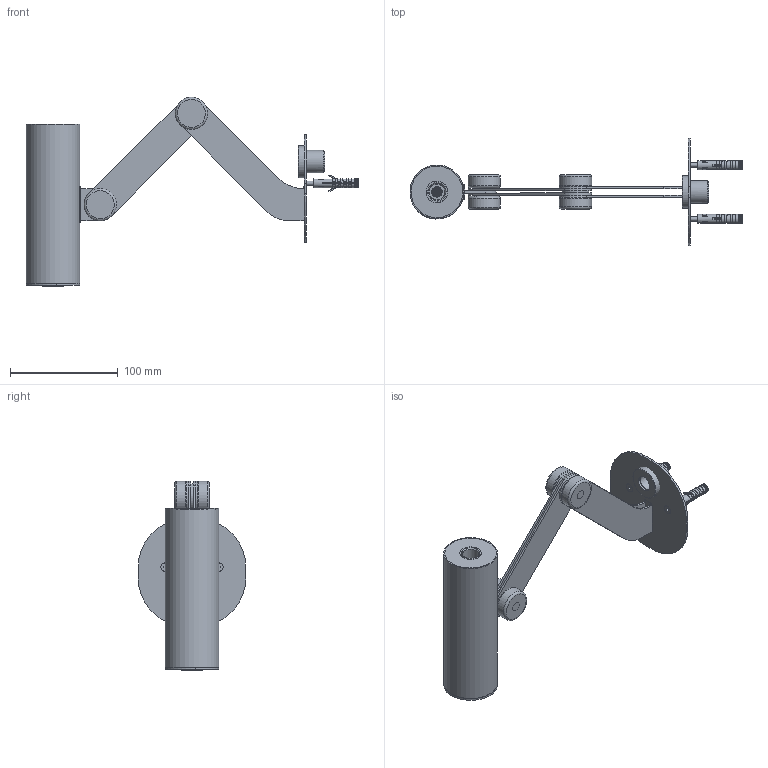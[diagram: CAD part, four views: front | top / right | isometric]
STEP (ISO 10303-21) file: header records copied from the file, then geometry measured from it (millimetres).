
FILE_DESCRIPTION(('STEP AP214'),'1');
FILE_NAME('Art.62018.stp','2023-05-02T06:38:04',(' '),(' '),'Spatial InterOp 3D',' ',' ');
FILE_SCHEMA(('AUTOMOTIVE_DESIGN { 1 0 10303 214 1 1 1 1 }'));
Length unit declared in the file: millimetre
Products named in the file (39): S.01052; S.01035; S.01032; S.00354; ASSEM1; Art.62018; T.RA080; T.RA079; A.00077; 24980SL; 24981; 24980; T.RA078; T.RA115; 24348; 21976; 23168; 24216; S.00323; T.RA066; S.00193; 21977; 21979; 21980; 21978
Assembly tree (48 placements, depth 4):
  Art.62018
    S.01052  x2
      S.01035
      S.01032
      S.00354
        ASSEM1
        (unnamed)
        S.00354
    T.RA080
    T.RA079
      ASSEM1
      T.RA079
    A.00077
      ASSEM1
      A.00077
    24980SL
      24981
      24980
      T.RA078
        ASSEM1
        T.RA078
      T.RA115
      24348
      21976
    23168
    24216
    S.00323  x4
      ASSEM1
      S.00323
    T.RA066  x4
    S.00193  x2
      ASSEM1
      S.00193
    21977  x2
    21979  x2
      ASSEM1
      21979
    21980
    21978
Bounding box: 308.7 x 100 x 176.15 mm (x, y, z)
Volume: 178169.5 mm3; surface area: 154750.1 mm2
Topology: 33 solids, 44 shells, 4512 faces, 12296 edges, 8095 vertices
Faces by surface type: plane 3085, cylinder 583, bspline 467, cone 213, torus 115, sphere 34, extrusion 15
Full cylindrical faces by diameter (mm): 0.75 x6, 0.8 x6, 1.4 x2, 1.5 x1, 2.2 x1, 4 x4, 4.2 x2, 4.5 x2, 7 x1, 8 x6, 8.5 x6, 8.566 x2, 10 x3, 10.2 x10, 10.5 x4, 14 x1, 14.5 x1, 15 x1, 15.1 x2, 15.6 x1, 16 x1, 16.4 x1, 16.5 x4, 17.5 x4, 17.8 x1, 20 x1, 20.05 x1, 20.955 x2, 21.95 x1, 21.955 x1
Entity records: 195831 total; most frequent: CARTESIAN_POINT 52086, DIRECTION 22605, ORIENTED_EDGE 22364, EDGE_CURVE 11182, AXIS2_PLACEMENT_3D 9197, VERTEX_POINT 7550, EDGE_LOOP 5452, CIRCLE 5079
